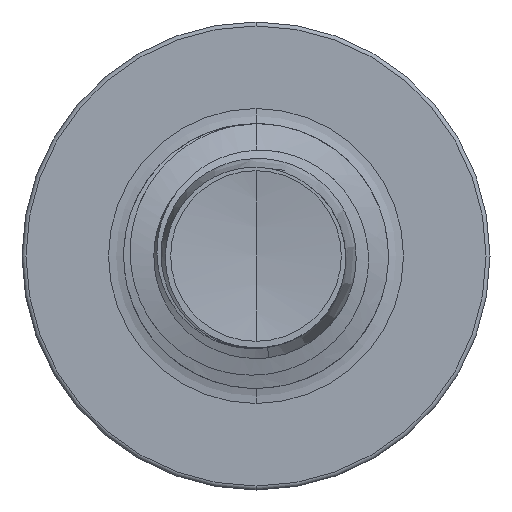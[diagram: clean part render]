
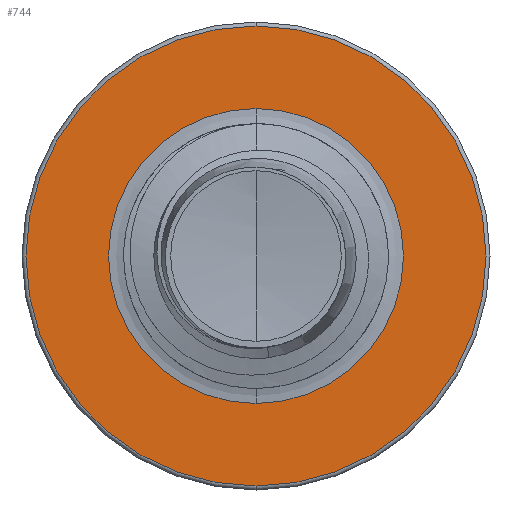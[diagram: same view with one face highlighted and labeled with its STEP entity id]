
A CAD part, front view. The second image highlights one B-rep face of the part: STEP entity #744.
In plain terms, the highlighted planar face has unit normal (0, -1, 0).
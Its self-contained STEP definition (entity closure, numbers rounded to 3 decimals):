
#309 = DIRECTION ( 'NONE',  ( 0., 1., 0. ) ) ;
#744 = ADVANCED_FACE ( 'NONE', ( #12284, #4378 ), #3435, .F. ) ;
#1107 = EDGE_CURVE ( 'NONE', #5471, #4008, #11671, .T. ) ;
#2756 = AXIS2_PLACEMENT_3D ( 'NONE', #3533, #10891, #4669 ) ;
#2808 = AXIS2_PLACEMENT_3D ( 'NONE', #10215, #3951, #11253 ) ;
#3333 = ORIENTED_EDGE ( 'NONE', *, *, #4557, .T. ) ;
#3435 = PLANE ( 'NONE',  #4636 ) ;
#3533 = CARTESIAN_POINT ( 'NONE',  ( 0., 4.5, 0. ) ) ;
#3690 = DIRECTION ( 'NONE',  ( 0., 0., 1. ) ) ;
#3705 = DIRECTION ( 'NONE',  ( 0., 1., 0. ) ) ;
#3950 = ORIENTED_EDGE ( 'NONE', *, *, #1107, .F. ) ;
#3951 = DIRECTION ( 'NONE',  ( 0., 1., 0. ) ) ;
#4008 = VERTEX_POINT ( 'NONE', #6344 ) ;
#4029 = CARTESIAN_POINT ( 'NONE',  ( 0., 4.5, 1.67 ) ) ;
#4353 = CARTESIAN_POINT ( 'NONE',  ( 0., 4.5, 2.605 ) ) ;
#4378 = FACE_BOUND ( 'NONE', #9097, .T. ) ;
#4514 = CIRCLE ( 'NONE', #8515, 2.605 ) ;
#4557 = EDGE_CURVE ( 'NONE', #6248, #11075, #5480, .T. ) ;
#4636 = AXIS2_PLACEMENT_3D ( 'NONE', #5283, #5296, #5494 ) ;
#4669 = DIRECTION ( 'NONE',  ( 0., 0., 1. ) ) ;
#4787 = CIRCLE ( 'NONE', #2808, 1.67 ) ;
#4910 = EDGE_CURVE ( 'NONE', #4008, #5471, #4514, .T. ) ;
#5283 = CARTESIAN_POINT ( 'NONE',  ( 0., 4.5, -1.67 ) ) ;
#5296 = DIRECTION ( 'NONE',  ( 0., 1., 0. ) ) ;
#5471 = VERTEX_POINT ( 'NONE', #4353 ) ;
#5480 = CIRCLE ( 'NONE', #2756, 1.67 ) ;
#5494 = DIRECTION ( 'NONE',  ( 0., 0., 1. ) ) ;
#6248 = VERTEX_POINT ( 'NONE', #4029 ) ;
#6344 = CARTESIAN_POINT ( 'NONE',  ( 0., 4.5, -2.605 ) ) ;
#6952 = CARTESIAN_POINT ( 'NONE',  ( 0., 4.5, 0. ) ) ;
#7397 = AXIS2_PLACEMENT_3D ( 'NONE', #13260, #3705, #3690 ) ;
#7696 = ORIENTED_EDGE ( 'NONE', *, *, #4910, .F. ) ;
#8012 = DIRECTION ( 'NONE',  ( 0., 0., 1. ) ) ;
#8515 = AXIS2_PLACEMENT_3D ( 'NONE', #6952, #309, #8012 ) ;
#9097 = EDGE_LOOP ( 'NONE', ( #3333, #9436 ) ) ;
#9436 = ORIENTED_EDGE ( 'NONE', *, *, #13676, .T. ) ;
#10215 = CARTESIAN_POINT ( 'NONE',  ( 0., 4.5, 0. ) ) ;
#10891 = DIRECTION ( 'NONE',  ( 0., 1., 0. ) ) ;
#11075 = VERTEX_POINT ( 'NONE', #11980 ) ;
#11253 = DIRECTION ( 'NONE',  ( 0., 0., 1. ) ) ;
#11671 = CIRCLE ( 'NONE', #7397, 2.605 ) ;
#11980 = CARTESIAN_POINT ( 'NONE',  ( 0., 4.5, -1.67 ) ) ;
#12284 = FACE_OUTER_BOUND ( 'NONE', #12863, .T. ) ;
#12863 = EDGE_LOOP ( 'NONE', ( #3950, #7696 ) ) ;
#13260 = CARTESIAN_POINT ( 'NONE',  ( 0., 4.5, 0. ) ) ;
#13676 = EDGE_CURVE ( 'NONE', #11075, #6248, #4787, .T. ) ;
